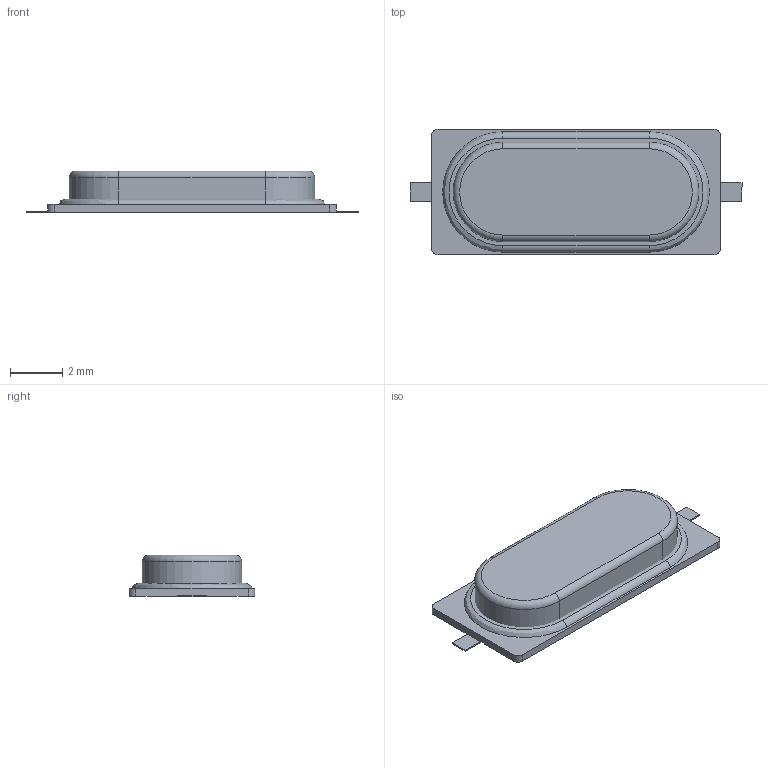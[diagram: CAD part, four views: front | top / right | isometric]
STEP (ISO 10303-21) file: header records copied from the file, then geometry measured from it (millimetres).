
FILE_DESCRIPTION((''),'2;1');
FILE_NAME('XTAL1105X470X160N.stp','2010-06-03T13:28:08',(''),(''),'Mechanical Desktop 2010','Mechanical Desktop 2010',', , ');
FILE_SCHEMA(('AUTOMOTIVE_DESIGN { 1 2 10303 214 1 1 1 1 }'));
Length unit declared in the file: millimetre
Products named in the file (1): Product
Bounding box: 12.7 x 4.8 x 1.6 mm (x, y, z)
Volume: 65.4 mm3; surface area: 306.9 mm2
Topology: 5 solids, 5 shells, 46 faces, 104 edges, 68 vertices
Faces by surface type: plane 30, cylinder 10, bspline 4, torus 2
Entity records: 1387 total; most frequent: CARTESIAN_POINT 281, DIRECTION 220, ORIENTED_EDGE 208, EDGE_CURVE 104, VECTOR 74, LINE 74, AXIS2_PLACEMENT_3D 73, VERTEX_POINT 68
